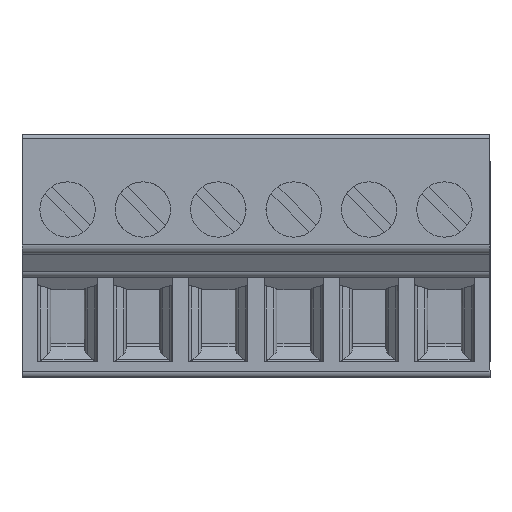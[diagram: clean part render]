
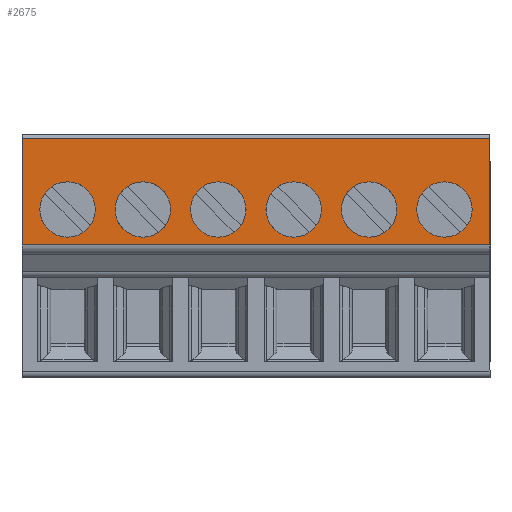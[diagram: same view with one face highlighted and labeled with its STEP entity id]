
A CAD part, front view. The second image highlights one B-rep face of the part: STEP entity #2675.
In plain terms, the highlighted planar face has unit normal (0, -1, 0).
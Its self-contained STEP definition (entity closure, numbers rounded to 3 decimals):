
#2675=ADVANCED_FACE('',(#5721,#5722,#5723,#5724,#5725,#5726,#5727),#5728,.T.);
#5721=FACE_BOUND('',#9900,.T.);
#5722=FACE_OUTER_BOUND('',#9901,.T.);
#5723=FACE_BOUND('',#9902,.T.);
#5724=FACE_BOUND('',#9903,.T.);
#5725=FACE_BOUND('',#9904,.T.);
#5726=FACE_BOUND('',#9905,.T.);
#5727=FACE_BOUND('',#9906,.T.);
#5728=PLANE('',#9907);
#9900=EDGE_LOOP('',(#17250,#17251));
#9901=EDGE_LOOP('',(#17252,#17253,#17254,#17255));
#9902=EDGE_LOOP('',(#17256,#17257));
#9903=EDGE_LOOP('',(#17258,#17259));
#9904=EDGE_LOOP('',(#17260,#17261));
#9905=EDGE_LOOP('',(#17262,#17263));
#9906=EDGE_LOOP('',(#17264,#17265));
#9907=AXIS2_PLACEMENT_3D('',#17266,#17267,#17268);
#17250=ORIENTED_EDGE('',*,*,#22644,.F.);
#17251=ORIENTED_EDGE('',*,*,#23013,.F.);
#17252=ORIENTED_EDGE('',*,*,#24694,.F.);
#17253=ORIENTED_EDGE('',*,*,#24138,.T.);
#17254=ORIENTED_EDGE('',*,*,#24692,.T.);
#17255=ORIENTED_EDGE('',*,*,#22771,.F.);
#17256=ORIENTED_EDGE('',*,*,#23257,.F.);
#17257=ORIENTED_EDGE('',*,*,#22609,.F.);
#17258=ORIENTED_EDGE('',*,*,#23501,.F.);
#17259=ORIENTED_EDGE('',*,*,#22574,.F.);
#17260=ORIENTED_EDGE('',*,*,#23745,.F.);
#17261=ORIENTED_EDGE('',*,*,#22539,.F.);
#17262=ORIENTED_EDGE('',*,*,#22474,.F.);
#17263=ORIENTED_EDGE('',*,*,#24695,.F.);
#17264=ORIENTED_EDGE('',*,*,#23989,.F.);
#17265=ORIENTED_EDGE('',*,*,#22504,.F.);
#17266=CARTESIAN_POINT('',(0.0,-4.1,6.432));
#17267=DIRECTION('',(0.,-1.0,0.));
#17268=DIRECTION('',(1.0,0.,0.));
#22474=EDGE_CURVE('',#26790,#26793,#26794,.T.);
#22504=EDGE_CURVE('',#26841,#26844,#26845,.T.);
#22539=EDGE_CURVE('',#26901,#26904,#26905,.T.);
#22574=EDGE_CURVE('',#26961,#26964,#26965,.T.);
#22609=EDGE_CURVE('',#27021,#27024,#27025,.T.);
#22644=EDGE_CURVE('',#27081,#27084,#27085,.T.);
#22771=EDGE_CURVE('',#27291,#27293,#27294,.T.);
#23013=EDGE_CURVE('',#27084,#27081,#27658,.T.);
#23257=EDGE_CURVE('',#27024,#27021,#27998,.T.);
#23501=EDGE_CURVE('',#26964,#26961,#28338,.T.);
#23745=EDGE_CURVE('',#26904,#26901,#28678,.T.);
#23989=EDGE_CURVE('',#26844,#26841,#29018,.T.);
#24138=EDGE_CURVE('',#29240,#29238,#29241,.T.);
#24692=EDGE_CURVE('',#29238,#27293,#30247,.T.);
#24694=EDGE_CURVE('',#29240,#27291,#30249,.T.);
#24695=EDGE_CURVE('',#26793,#26790,#30250,.T.);
#26790=VERTEX_POINT('',#33096);
#26793=VERTEX_POINT('',#33100);
#26794=CIRCLE('',#33101,1.4);
#26841=VERTEX_POINT('',#33244);
#26844=VERTEX_POINT('',#33248);
#26845=CIRCLE('',#33249,1.4);
#26901=VERTEX_POINT('',#33449);
#26904=VERTEX_POINT('',#33453);
#26905=CIRCLE('',#33454,1.4);
#26961=VERTEX_POINT('',#33654);
#26964=VERTEX_POINT('',#33658);
#26965=CIRCLE('',#33659,1.4);
#27021=VERTEX_POINT('',#33859);
#27024=VERTEX_POINT('',#33863);
#27025=CIRCLE('',#33864,1.4);
#27081=VERTEX_POINT('',#34064);
#27084=VERTEX_POINT('',#34068);
#27085=CIRCLE('',#34069,1.4);
#27291=VERTEX_POINT('',#34631);
#27293=VERTEX_POINT('',#34633);
#27294=LINE('',#34634,#34635);
#27658=CIRCLE('',#35799,1.4);
#27998=CIRCLE('',#36823,1.4);
#28338=CIRCLE('',#37847,1.4);
#28678=CIRCLE('',#38871,1.4);
#29018=CIRCLE('',#39895,1.4);
#29238=VERTEX_POINT('',#40245);
#29240=VERTEX_POINT('',#40247);
#29241=LINE('',#40248,#40249);
#30247=LINE('',#41970,#41971);
#30249=LINE('',#41973,#41974);
#30250=CIRCLE('',#41975,1.4);
#33096=CARTESIAN_POINT('',(2.3,-4.1,6.8));
#33100=CARTESIAN_POINT('',(2.3,-4.1,9.6));
#33101=AXIS2_PLACEMENT_3D('',#45846,#45847,#45848);
#33244=CARTESIAN_POINT('',(6.11,-4.1,6.8));
#33248=CARTESIAN_POINT('',(6.11,-4.1,9.6));
#33249=AXIS2_PLACEMENT_3D('',#45892,#45893,#45894);
#33449=CARTESIAN_POINT('',(9.92,-4.1,6.8));
#33453=CARTESIAN_POINT('',(9.92,-4.1,9.6));
#33454=AXIS2_PLACEMENT_3D('',#45947,#45948,#45949);
#33654=CARTESIAN_POINT('',(13.73,-4.1,6.8));
#33658=CARTESIAN_POINT('',(13.73,-4.1,9.6));
#33659=AXIS2_PLACEMENT_3D('',#46002,#46003,#46004);
#33859=CARTESIAN_POINT('',(17.54,-4.1,6.8));
#33863=CARTESIAN_POINT('',(17.54,-4.1,9.6));
#33864=AXIS2_PLACEMENT_3D('',#46057,#46058,#46059);
#34064=CARTESIAN_POINT('',(21.35,-4.1,6.8));
#34068=CARTESIAN_POINT('',(21.35,-4.1,9.6));
#34069=AXIS2_PLACEMENT_3D('',#46112,#46113,#46114);
#34631=CARTESIAN_POINT('',(23.65,-4.1,11.8));
#34633=CARTESIAN_POINT('',(23.65,-4.1,6.432));
#34634=CARTESIAN_POINT('',(23.65,-4.1,7.255));
#34635=VECTOR('',#46270,1.0);
#35799=AXIS2_PLACEMENT_3D('',#46499,#46500,#46501);
#36823=AXIS2_PLACEMENT_3D('',#46731,#46732,#46733);
#37847=AXIS2_PLACEMENT_3D('',#46963,#46964,#46965);
#38871=AXIS2_PLACEMENT_3D('',#47195,#47196,#47197);
#39895=AXIS2_PLACEMENT_3D('',#47427,#47428,#47429);
#40245=CARTESIAN_POINT('',(0.0,-4.1,6.432));
#40247=CARTESIAN_POINT('',(0.0,-4.1,11.8));
#40248=CARTESIAN_POINT('',(0.0,-4.1,7.255));
#40249=VECTOR('',#47581,1.0);
#41970=CARTESIAN_POINT('',(-11.43,-4.1,6.432));
#41971=VECTOR('',#48147,1.0);
#41973=CARTESIAN_POINT('',(-11.43,-4.1,11.8));
#41974=VECTOR('',#48148,1.0);
#41975=AXIS2_PLACEMENT_3D('',#48149,#48150,#48151);
#45846=CARTESIAN_POINT('',(2.3,-4.1,8.2));
#45847=DIRECTION('',(0.,-1.0,0.));
#45848=DIRECTION('',(0.,0.,-1.0));
#45892=CARTESIAN_POINT('',(6.11,-4.1,8.2));
#45893=DIRECTION('',(0.,-1.0,0.));
#45894=DIRECTION('',(0.,0.,-1.0));
#45947=CARTESIAN_POINT('',(9.92,-4.1,8.2));
#45948=DIRECTION('',(0.,-1.0,0.));
#45949=DIRECTION('',(0.,0.,-1.0));
#46002=CARTESIAN_POINT('',(13.73,-4.1,8.2));
#46003=DIRECTION('',(0.,-1.0,0.));
#46004=DIRECTION('',(0.,0.,-1.0));
#46057=CARTESIAN_POINT('',(17.54,-4.1,8.2));
#46058=DIRECTION('',(0.,-1.0,0.));
#46059=DIRECTION('',(0.,0.,-1.0));
#46112=CARTESIAN_POINT('',(21.35,-4.1,8.2));
#46113=DIRECTION('',(0.,-1.0,0.));
#46114=DIRECTION('',(0.,0.,-1.0));
#46270=DIRECTION('',(0.,0.,-1.0));
#46499=CARTESIAN_POINT('',(21.35,-4.1,8.2));
#46500=DIRECTION('',(0.,-1.0,0.));
#46501=DIRECTION('',(0.,0.,-1.0));
#46731=CARTESIAN_POINT('',(17.54,-4.1,8.2));
#46732=DIRECTION('',(0.,-1.0,0.));
#46733=DIRECTION('',(0.,0.,-1.0));
#46963=CARTESIAN_POINT('',(13.73,-4.1,8.2));
#46964=DIRECTION('',(0.,-1.0,0.));
#46965=DIRECTION('',(0.,0.,-1.0));
#47195=CARTESIAN_POINT('',(9.92,-4.1,8.2));
#47196=DIRECTION('',(0.,-1.0,0.));
#47197=DIRECTION('',(0.,0.,-1.0));
#47427=CARTESIAN_POINT('',(6.11,-4.1,8.2));
#47428=DIRECTION('',(0.,-1.0,0.));
#47429=DIRECTION('',(0.,0.,-1.0));
#47581=DIRECTION('',(0.,0.,-1.0));
#48147=DIRECTION('',(1.0,0.,0.));
#48148=DIRECTION('',(1.0,0.,0.));
#48149=CARTESIAN_POINT('',(2.3,-4.1,8.2));
#48150=DIRECTION('',(0.,-1.0,0.));
#48151=DIRECTION('',(0.,0.,-1.0));
